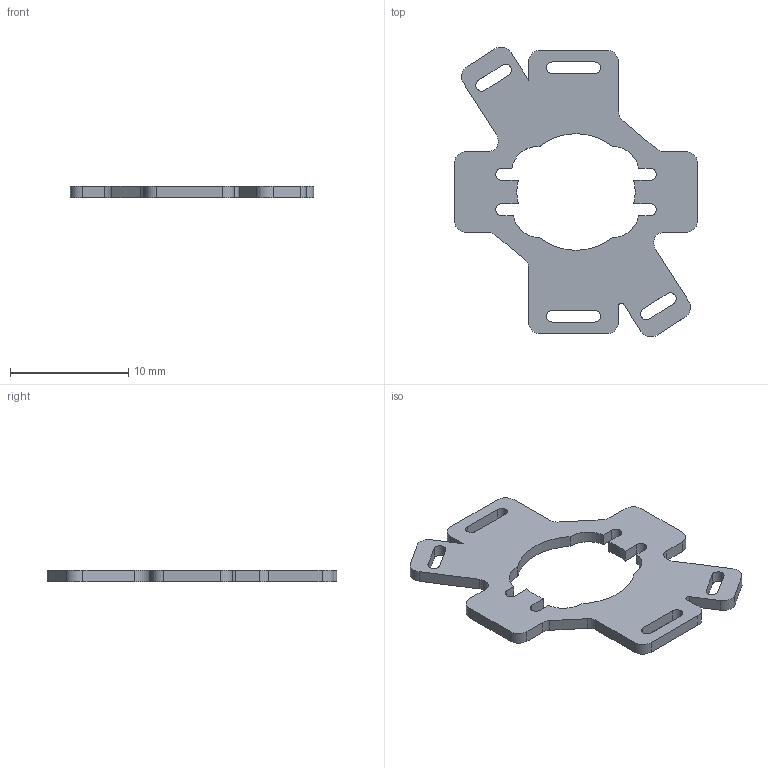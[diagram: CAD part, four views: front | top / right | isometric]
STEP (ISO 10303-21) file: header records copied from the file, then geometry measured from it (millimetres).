
FILE_DESCRIPTION((''),'2;1');
FILE_NAME('STABILIZINGPLATE_DESIGN06','2024-02-26T19:59:23',('biafra'),(''),'CREO PARAMETRIC BY PTC INC, 2022073','CREO PARAMETRIC BY PTC INC, 2022073','');
FILE_SCHEMA(('CONFIG_CONTROL_DESIGN'));
Length unit declared in the file: millimetre
Products named in the file (1): STABILIZINGPLATE_DESIGN06
Bounding box: 20.58 x 24.52 x 1 mm (x, y, z)
Volume: 241.9 mm3; surface area: 660.8 mm2
Topology: 1 solids, 1 shells, 83 faces, 243 edges, 162 vertices
Faces by surface type: cylinder 43, plane 40
Entity records: 2841 total; most frequent: DIRECTION 495, CARTESIAN_POINT 488, ORIENTED_EDGE 486, EDGE_CURVE 243, AXIS2_PLACEMENT_3D 169, VERTEX_POINT 162, VECTOR 157, LINE 157
